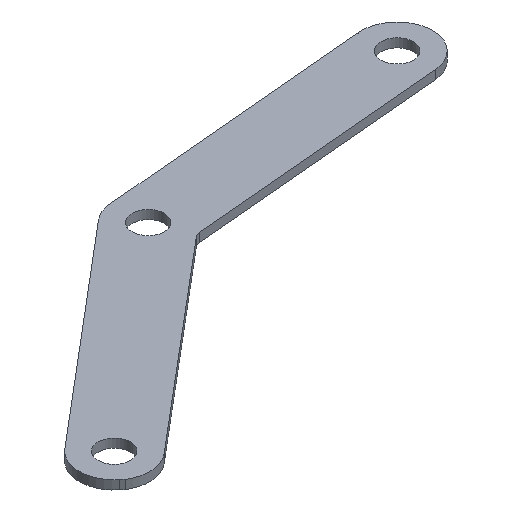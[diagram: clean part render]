
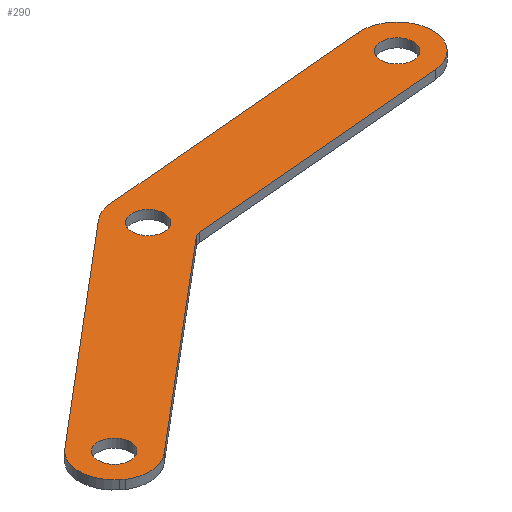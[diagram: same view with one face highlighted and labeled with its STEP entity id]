
A CAD part, isometric view. The second image highlights one B-rep face of the part: STEP entity #290.
In plain terms, the highlighted planar face has unit normal (0, 0, 1).
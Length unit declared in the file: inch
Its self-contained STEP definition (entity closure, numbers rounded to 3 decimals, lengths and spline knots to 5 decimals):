
#15=FACE_BOUND('',#57,.T.);
#16=FACE_BOUND('',#58,.T.);
#17=FACE_BOUND('',#59,.T.);
#26=PLANE('',#335);
#41=FACE_OUTER_BOUND('',#56,.T.);
#56=EDGE_LOOP('',(#243,#244,#245,#246,#247,#248,#249,#250,#251,#252));
#57=EDGE_LOOP('',(#253));
#58=EDGE_LOOP('',(#254));
#59=EDGE_LOOP('',(#255));
#68=LINE('',#439,#91);
#75=LINE('',#471,#98);
#79=LINE('',#483,#102);
#83=LINE('',#495,#106);
#85=LINE('',#501,#108);
#91=VECTOR('',#351,0.3937);
#98=VECTOR('',#384,0.3937);
#102=VECTOR('',#396,0.3937);
#106=VECTOR('',#408,0.3937);
#108=VECTOR('',#418,0.3937);
#111=CIRCLE('',#308,0.05);
#112=CIRCLE('',#311,0.091);
#114=CIRCLE('',#314,0.091);
#116=CIRCLE('',#317,0.091);
#119=CIRCLE('',#321,0.2);
#121=CIRCLE('',#325,0.19827);
#123=CIRCLE('',#329,0.2);
#125=CIRCLE('',#333,0.2);
#128=VERTEX_POINT('',#429);
#129=VERTEX_POINT('',#431);
#131=VERTEX_POINT('',#437);
#132=VERTEX_POINT('',#441);
#134=VERTEX_POINT('',#447);
#136=VERTEX_POINT('',#453);
#140=VERTEX_POINT('',#462);
#141=VERTEX_POINT('',#464);
#143=VERTEX_POINT('',#470);
#145=VERTEX_POINT('',#476);
#147=VERTEX_POINT('',#482);
#149=VERTEX_POINT('',#488);
#151=VERTEX_POINT('',#494);
#154=EDGE_CURVE('',#128,#129,#111,.T.);
#158=EDGE_CURVE('',#128,#131,#68,.T.);
#159=EDGE_CURVE('',#132,#132,#112,.T.);
#162=EDGE_CURVE('',#134,#134,#114,.T.);
#165=EDGE_CURVE('',#136,#136,#116,.T.);
#170=EDGE_CURVE('',#141,#140,#119,.T.);
#173=EDGE_CURVE('',#143,#141,#75,.T.);
#176=EDGE_CURVE('',#145,#143,#121,.T.);
#179=EDGE_CURVE('',#147,#145,#79,.T.);
#182=EDGE_CURVE('',#149,#147,#123,.T.);
#185=EDGE_CURVE('',#151,#149,#83,.T.);
#188=EDGE_CURVE('',#131,#151,#125,.T.);
#189=EDGE_CURVE('',#140,#129,#85,.T.);
#243=ORIENTED_EDGE('',*,*,#189,.T.);
#244=ORIENTED_EDGE('',*,*,#154,.F.);
#245=ORIENTED_EDGE('',*,*,#158,.T.);
#246=ORIENTED_EDGE('',*,*,#188,.T.);
#247=ORIENTED_EDGE('',*,*,#185,.T.);
#248=ORIENTED_EDGE('',*,*,#182,.T.);
#249=ORIENTED_EDGE('',*,*,#179,.T.);
#250=ORIENTED_EDGE('',*,*,#176,.T.);
#251=ORIENTED_EDGE('',*,*,#173,.T.);
#252=ORIENTED_EDGE('',*,*,#170,.T.);
#253=ORIENTED_EDGE('',*,*,#165,.T.);
#254=ORIENTED_EDGE('',*,*,#162,.T.);
#255=ORIENTED_EDGE('',*,*,#159,.T.);
#290=ADVANCED_FACE('',(#41,#15,#16,#17),#26,.T.);
#308=AXIS2_PLACEMENT_3D('',#432,#344,#345);
#311=AXIS2_PLACEMENT_3D('',#442,#354,#355);
#314=AXIS2_PLACEMENT_3D('',#448,#361,#362);
#317=AXIS2_PLACEMENT_3D('',#454,#368,#369);
#321=AXIS2_PLACEMENT_3D('',#465,#378,#379);
#325=AXIS2_PLACEMENT_3D('',#477,#390,#391);
#329=AXIS2_PLACEMENT_3D('',#489,#402,#403);
#333=AXIS2_PLACEMENT_3D('',#499,#414,#415);
#335=AXIS2_PLACEMENT_3D('',#503,#420,#421);
#344=DIRECTION('center_axis',(0.,0.,1.));
#345=DIRECTION('ref_axis',(-0.384,0.923,0.));
#351=DIRECTION('',(0.996,0.088,0.));
#354=DIRECTION('center_axis',(0.,0.,-1.));
#355=DIRECTION('ref_axis',(1.,0.,0.));
#361=DIRECTION('center_axis',(0.,0.,-1.));
#362=DIRECTION('ref_axis',(1.,0.,0.));
#368=DIRECTION('center_axis',(0.,0.,-1.));
#369=DIRECTION('ref_axis',(1.,0.,0.));
#378=DIRECTION('center_axis',(0.,0.,1.));
#379=DIRECTION('ref_axis',(1.,0.,0.));
#384=DIRECTION('',(0.765,-0.644,0.));
#390=DIRECTION('center_axis',(0.,0.,1.));
#391=DIRECTION('ref_axis',(-0.647,0.763,0.));
#396=DIRECTION('',(-0.764,-0.645,0.));
#402=DIRECTION('center_axis',(0.,0.,1.));
#403=DIRECTION('ref_axis',(1.,0.,0.));
#408=DIRECTION('',(-0.996,-0.088,0.));
#414=DIRECTION('center_axis',(0.,0.,1.));
#415=DIRECTION('ref_axis',(1.,0.,0.));
#418=DIRECTION('',(0.765,0.644,0.));
#420=DIRECTION('center_axis',(0.,0.,1.));
#421=DIRECTION('ref_axis',(1.,0.,0.));
#429=CARTESIAN_POINT('',(-0.8274,0.37241,0.05));
#431=CARTESIAN_POINT('',(-0.85518,0.36085,0.05));
#432=CARTESIAN_POINT('Origin',(-0.82298,0.3226,0.05));
#437=CARTESIAN_POINT('',(0.63847,0.50246,0.05));
#439=CARTESIAN_POINT('',(-0.90598,0.36544,0.05));
#441=CARTESIAN_POINT('',(-1.01465,0.56466,0.05));
#442=CARTESIAN_POINT('Origin',(-0.92365,0.56466,0.05));
#447=CARTESIAN_POINT('',(-2.23045,-0.45902,0.05));
#448=CARTESIAN_POINT('Origin',(-2.13945,-0.45902,0.05));
#453=CARTESIAN_POINT('',(0.5298,0.70167,0.05));
#454=CARTESIAN_POINT('Origin',(0.6208,0.70167,0.05));
#462=CARTESIAN_POINT('',(-2.01063,-0.61201,0.05));
#464=CARTESIAN_POINT('',(-2.24671,-0.62783,0.05));
#465=CARTESIAN_POINT('Origin',(-2.13945,-0.45902,0.05));
#470=CARTESIAN_POINT('',(-2.26386,-0.61339,0.05));
#471=CARTESIAN_POINT('',(-2.26386,-0.61339,0.05));
#476=CARTESIAN_POINT('',(-2.26771,-0.30783,0.05));
#477=CARTESIAN_POINT('Origin',(-2.13945,-0.45902,0.05));
#482=CARTESIAN_POINT('',(-1.05285,0.71732,0.05));
#483=CARTESIAN_POINT('',(-1.05285,0.71732,0.05));
#488=CARTESIAN_POINT('',(-0.94132,0.76387,0.05));
#489=CARTESIAN_POINT('Origin',(-0.92365,0.56466,0.05));
#494=CARTESIAN_POINT('',(0.60313,0.90089,0.05));
#495=CARTESIAN_POINT('',(0.60313,0.90089,0.05));
#499=CARTESIAN_POINT('Origin',(0.6208,0.70167,0.05));
#501=CARTESIAN_POINT('',(-2.01063,-0.61201,0.05));
#503=CARTESIAN_POINT('Origin',(-0.75846,0.12133,0.05));
